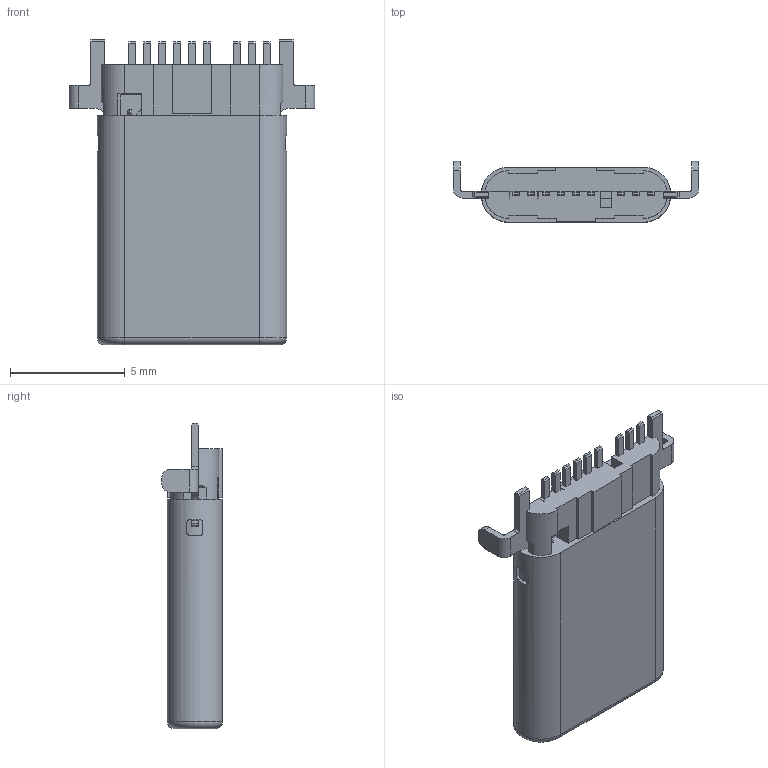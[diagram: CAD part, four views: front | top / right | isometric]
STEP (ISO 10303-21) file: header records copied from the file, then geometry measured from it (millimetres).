
FILE_DESCRIPTION((''),'2;1');
FILE_NAME('TANPIAN-PLASTIC_1_2__2_1_1_2_1_','2025-12-20T11:34:09',('Administrator'),(''),'CREO PARAMETRIC BY PTC INC, 2022073','CREO PARAMETRIC BY PTC INC, 2022073','');
FILE_SCHEMA(('CONFIG_CONTROL_DESIGN'));
Length unit declared in the file: millimetre
Products named in the file (1): TANPIAN-PLASTIC_1_2__2_1_1_2_1_
Bounding box: 10.7 x 2.65 x 13.3 mm (x, y, z)
Volume: 180.4 mm3; surface area: 417.4 mm2
Topology: 1 solids, 1 shells, 409 faces, 1219 edges, 810 vertices
Faces by surface type: plane 309, cylinder 96, torus 4
Entity records: 13888 total; most frequent: CARTESIAN_POINT 2609, ORIENTED_EDGE 2438, DIRECTION 2225, EDGE_CURVE 1219, VECTOR 971, LINE 971, VERTEX_POINT 810, AXIS2_PLACEMENT_3D 627
